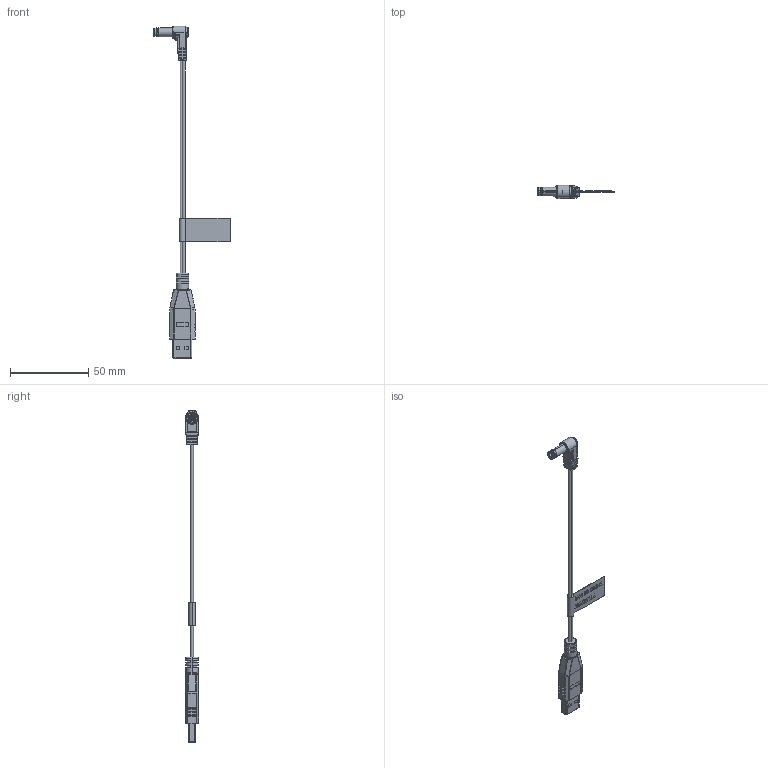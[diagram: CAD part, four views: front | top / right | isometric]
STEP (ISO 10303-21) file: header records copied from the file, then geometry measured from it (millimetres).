
FILE_DESCRIPTION (( 'STEP AP214' ), '1' );
FILE_NAME ('10-00247_revA4.STEP', '2016-03-31T21:56:16', ( 'Joel' ), ( 'Microsoft' ), 'SwSTEP 2.0', 'SolidWorks 2015', '' );
FILE_SCHEMA (( 'AUTOMOTIVE_DESIGN' ));
Length unit declared in the file: millimetre
Products named in the file (12): 10-00247_revA4; Label 247; 50-00113; 50-00113 shell; 50-00113 insulator; 50-00113 spring contact; 50-00425; 50-00425 shell; 50-00425 insulator; 24-00046_default; 24-00023; 30-00008_wbc
Assembly tree (11 placements, depth 3):
  10-00247_revA4
    30-00008_wbc
    24-00023
    24-00046_default
    50-00425
      50-00425 insulator
      50-00425 shell
    50-00113
      50-00113 spring contact
      50-00113 insulator
      50-00113 shell
    Label 247
Bounding box: 48.7 x 8.4 x 211.6 mm (x, y, z)
Volume: 7480.2 mm3; surface area: 13463.7 mm2
Topology: 61 solids, 61 shells, 1213 faces, 3000 edges, 1944 vertices
Faces by surface type: plane 642, cylinder 338, bspline 191, torus 23, cone 15, sphere 4
Entity records: 50758 total; most frequent: CARTESIAN_POINT 14539, ORIENTED_EDGE 5984, DIRECTION 5219, EDGE_CURVE 2992, VERTEX_POINT 1944, VECTOR 1817, LINE 1817, AXIS2_PLACEMENT_3D 1701
